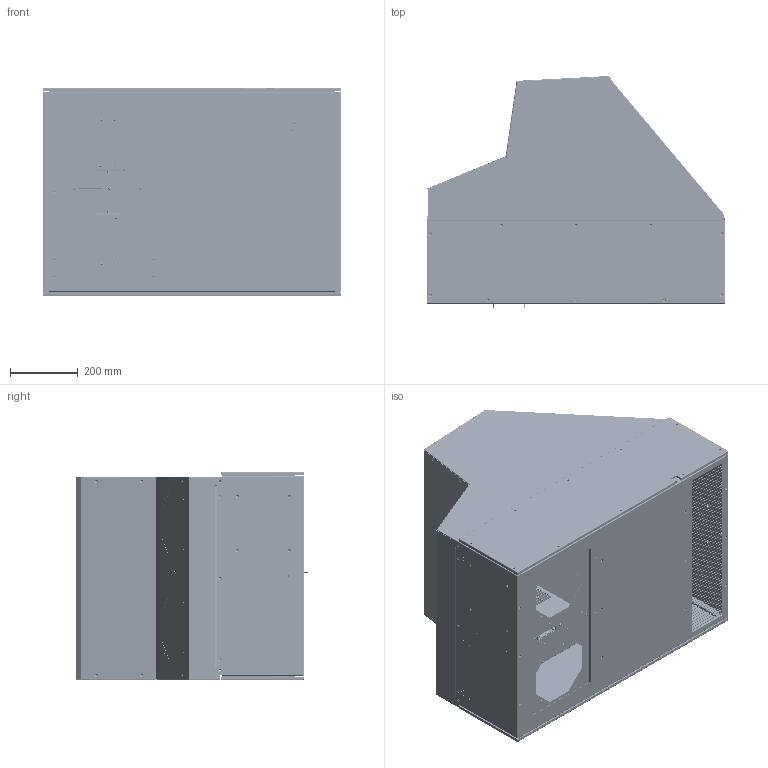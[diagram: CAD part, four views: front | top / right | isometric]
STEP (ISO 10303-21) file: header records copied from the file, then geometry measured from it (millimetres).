
FILE_DESCRIPTION((''),'2;1');
FILE_NAME('OC4537_COMPLETE_ASM','2013-08-08T',('andreso'),(''),'PRO/ENGINEER BY PARAMETRIC TECHNOLOGY CORPORATION, 2010040','PRO/ENGINEER BY PARAMETRIC TECHNOLOGY CORPORATION, 2010040','');
FILE_SCHEMA(('CONFIG_CONTROL_DESIGN'));
Products named in the file (37): OC4537_INT_INTAKE_HOUSING; OC4537_HOUSING_BASE; OC4537_HOUSING_TOP; POPNUT_M6_HEX_CLOSED_A2; POPNUT_STRENGTH_WASHER_M6_08; OC4537_INTERNAL_FAN_SEPARATOR; OC4537_WATER_TRAY; FH4-M4-10; POPNUT_M4_HEX_CLOSED_A2; POPRIVET_4X7_A2_A2; OC4537_COMPRESSOR_BASE; WELD_NUT_M8_A2; OC4537_INT_FAN_RETAINER; EARTH_LUG_6_3_DOUBLE_WELD; OC4537_HOUSING_TOP_REINFORCER; POPNUT_M8_HEX_OPEN_A2; OC4637_INT_INLET_DEFLECTOR; PEM_BSO4-35M3-14; OC4537_HOUSING_ASM; WAGO_723-609_019-000; OC4537_AMB_SIDE_PANEL; M4_CAGE_NUT_A2; OC4540E_INS_AMB_SIDE_BLOCK; OC4537_AMB_SIDE_PANEL_ASM; OC4537_AMB_SIDE_PANEL_REAR; OC4537_AMB_SIDE_PANEL_REAR_ASM; OC4537_AMBIENT_INTAKE; PLASTIC_INLETRING_225M_NO_HOLE; OC4540E_FAN_MESH; OC4537_AMBIENT_INTAKE_ASM; OC4537_INTERNAL_SEAL_PANEL; OC4537_INS_SIDE_SEAL; OC4537_INTERNAL_SIDE_PANEL_ASM; OC4537_INT_SIDE_PANEL_REAR; OC4537_INS_SIDE_SEAL_REAR; OC4537_INT_SIDE_PANEL_REAR_ASM; OC4537_COMPLETE_ASM
Assembly tree (132 placements, depth 3):
  OC4537_COMPLETE_ASM
    OC4537_HOUSING_ASM
      OC4537_INT_INTAKE_HOUSING
      OC4537_HOUSING_BASE
      OC4537_HOUSING_TOP
      POPNUT_M6_HEX_CLOSED_A2  x12
      POPNUT_STRENGTH_WASHER_M6_08  x12
      OC4537_INTERNAL_FAN_SEPARATOR
      OC4537_WATER_TRAY
      FH4-M4-10  x15
      POPNUT_M4_HEX_CLOSED_A2  x24
      POPRIVET_4X7_A2_A2  x5
      OC4537_COMPRESSOR_BASE
      WELD_NUT_M8_A2  x3
      OC4537_INT_FAN_RETAINER  x2
      EARTH_LUG_6_3_DOUBLE_WELD  x2
      OC4537_HOUSING_TOP_REINFORCER  x2
      POPNUT_M8_HEX_OPEN_A2  x4
      OC4637_INT_INLET_DEFLECTOR
      PEM_BSO4-35M3-14  x2
    WAGO_723-609_019-000
    OC4537_AMB_SIDE_PANEL_ASM
      OC4537_AMB_SIDE_PANEL
      M4_CAGE_NUT_A2  x7
      OC4540E_INS_AMB_SIDE_BLOCK  x2
      EARTH_LUG_6_3_DOUBLE_WELD
    OC4537_AMB_SIDE_PANEL_REAR_ASM
      OC4537_AMB_SIDE_PANEL_REAR
      M4_CAGE_NUT_A2  x7
      EARTH_LUG_6_3_DOUBLE_WELD
    OC4537_AMBIENT_INTAKE_ASM
      OC4537_AMBIENT_INTAKE
      PLASTIC_INLETRING_225M_NO_HOLE  x2
      OC4540E_FAN_MESH  x2
      M4_CAGE_NUT_A2  x3
      EARTH_LUG_6_3_DOUBLE_WELD
    OC4537_INTERNAL_SIDE_PANEL_ASM
      OC4537_INTERNAL_SEAL_PANEL
      OC4537_INS_SIDE_SEAL
      EARTH_LUG_6_3_DOUBLE_WELD
    OC4537_INT_SIDE_PANEL_REAR_ASM
      OC4537_INT_SIDE_PANEL_REAR
      OC4537_INS_SIDE_SEAL_REAR
      EARTH_LUG_6_3_DOUBLE_WELD
Bounding box: 880.2 x 682.91 x 613 mm (x, y, z)
Volume: 5757570.4 mm3; surface area: 7734326.1 mm2
Topology: 126 solids, 144 shells, 7734 faces, 19736 edges, 12389 vertices
Faces by surface type: plane 4681, cylinder 1672, torus 580, cone 510, bspline 287, sphere 4
Entity records: 140900 total; most frequent: CARTESIAN_POINT 30967, DIRECTION 22941, ORIENTED_EDGE 22314, EDGE_CURVE 11163, AXIS2_PLACEMENT_3D 7705, VECTOR 7531, LINE 7531, VERTEX_POINT 6982
